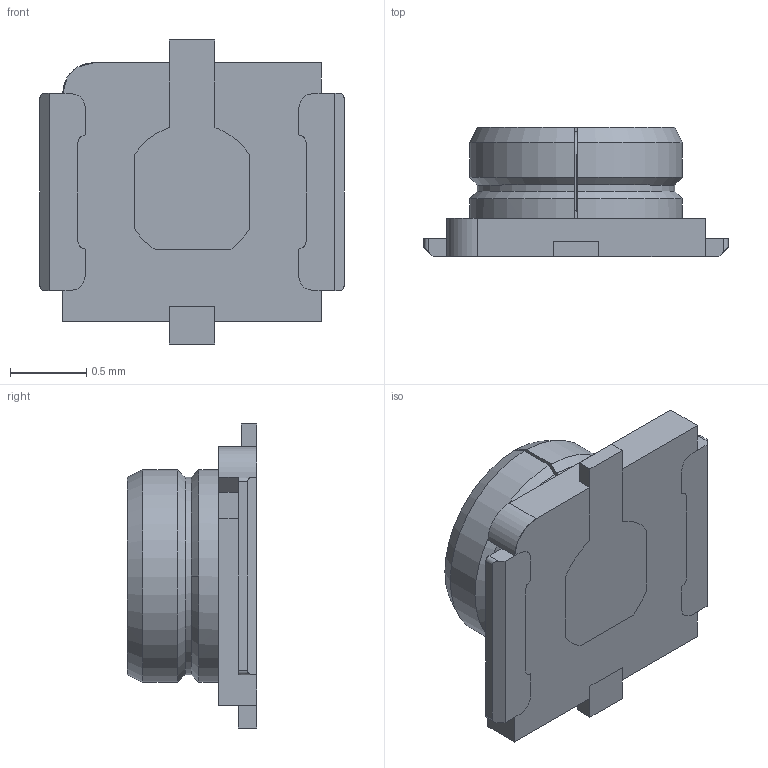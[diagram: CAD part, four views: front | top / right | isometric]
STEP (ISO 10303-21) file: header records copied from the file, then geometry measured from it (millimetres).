
FILE_DESCRIPTION (( 'STEP AP214' ), '1' );
FILE_NAME ('RECE.20369.001E.01.STEP', '2024-11-16T01:58:43', ( '' ), ( '' ), 'SwSTEP 2.0', 'SolidWorks 2023', '' );
FILE_SCHEMA (( 'AUTOMOTIVE_DESIGN' ));
Length unit declared in the file: millimetre
Products named in the file (1): RECE.20369.001E.01
Bounding box: 2 x 0.85 x 2 mm (x, y, z)
Volume: 1.1 mm3; surface area: 13.9 mm2
Topology: 1 solids, 1 shells, 70 faces, 209 edges, 143 vertices
Faces by surface type: plane 45, cylinder 13, cone 10, torus 2
Entity records: 2724 total; most frequent: CARTESIAN_POINT 686, ORIENTED_EDGE 418, DIRECTION 344, EDGE_CURVE 209, VERTEX_POINT 143, VECTOR 120, LINE 120, AXIS2_PLACEMENT_3D 112
